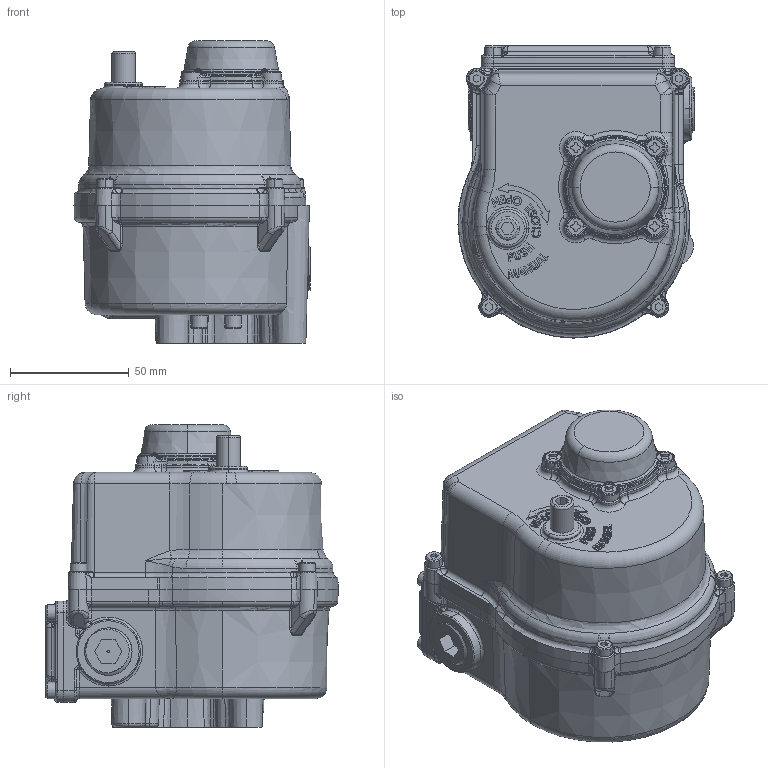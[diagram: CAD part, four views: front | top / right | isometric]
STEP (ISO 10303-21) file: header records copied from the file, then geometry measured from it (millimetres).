
FILE_DESCRIPTION (( 'STEP AP203' ), '1' );
FILE_NAME ('KE005 Ver.2.STEP', '2015-12-25T03:01:05', ( '' ), ( '' ), 'SwSTEP 2.0', 'SolidWorks 2015', '' );
FILE_SCHEMA (( 'CONFIG_CONTROL_DESIGN' ));
Length unit declared in the file: millimetre
Products named in the file (10): ｼｭｽｺ ｽﾊﾀﾚ ﾁ｢ｽﾃ ｸﾓｸｮ ｺｼﾆｮ M4X10; PT 1.2 棉閩; KE005-0020 晦橫 夢蝶 夥蛤 Ver.2 (Rev.0); KE005-0210 皋牢 箕橇飘 Ver.2 (REV.0); KE005-0060 鐘お煤 夢蝶 醴幗 (Rev.1); KE005 Ver.2; KE005-0040 馨檜綰 夢蝶 醴幗 (Rev.0); KE005-0240 皋春倔 箕橇飘 (REV.1); 憮蝶 嶸舒 溶雖 獐お M4X6; KE005-0760 孺紫辦 (REV.0)
Assembly tree (20 placements, depth 2):
  KE005 Ver.2
    KE005-0060 鐘お煤 夢蝶 醴幗 (Rev.1)
    KE005-0040 馨檜綰 夢蝶 醴幗 (Rev.0)
    KE005-0240 皋春倔 箕橇飘 (REV.1)
    憮蝶 嶸舒 溶雖 獐お M4X6  x8
    KE005-0760 孺紫辦 (REV.0)
    ｼｭｽｺ ｽﾊﾀﾚ ﾁ｢ｽﾃ ｸﾓｸｮ ｺｼﾆｮ M4X10  x4
    PT 1.2 棉閩  x2
    KE005-0020 晦橫 夢蝶 夥蛤 Ver.2 (Rev.0)
    KE005-0210 皋牢 箕橇飘 Ver.2 (REV.0)
Bounding box: 99.39 x 123.1 x 127.3 mm (x, y, z)
Volume: 866136.7 mm3; surface area: 117321 mm2
Topology: 20 solids, 23 shells, 3695 faces, 9560 edges, 6125 vertices
Faces by surface type: plane 1416, bspline 1298, cylinder 541, torus 246, cone 168, sphere 26
Entity records: 164743 total; most frequent: CARTESIAN_POINT 92480, ORIENTED_EDGE 16814, DIRECTION 11041, EDGE_CURVE 8407, VERTEX_POINT 5401, LINE 4341, VECTOR 4341, EDGE_LOOP 3544
